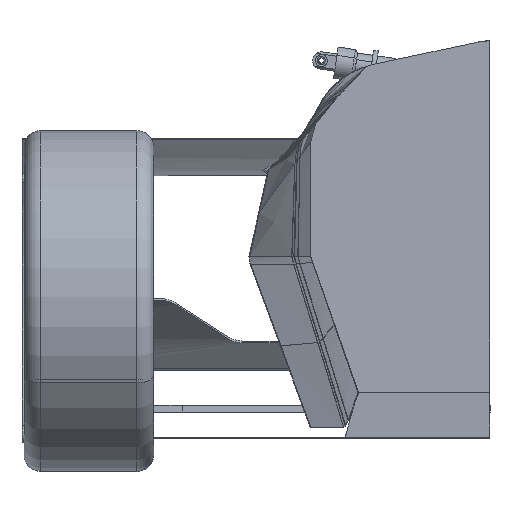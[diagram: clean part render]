
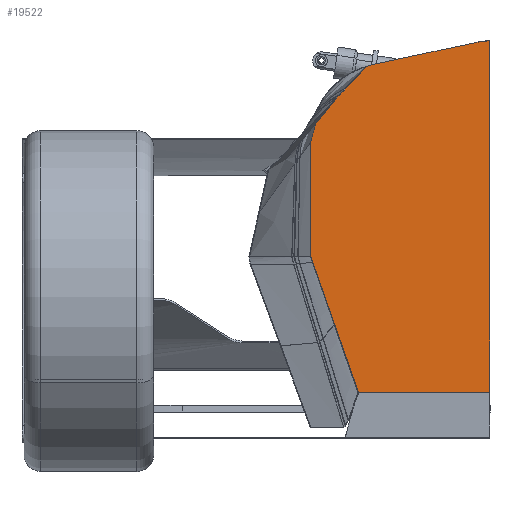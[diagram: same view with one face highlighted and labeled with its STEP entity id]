
A CAD part, left-side view. The second image highlights one B-rep face of the part: STEP entity #19522.
In plain terms, the highlighted planar face has unit normal (-1, 0, 0).
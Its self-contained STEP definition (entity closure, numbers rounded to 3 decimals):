
#18610=CARTESIAN_POINT('Vertex',(0.,0.,-517.3)) ;
#18613=CARTESIAN_POINT('Line Origine',(0.,96.747,-517.3)) ;
#18617=CARTESIAN_POINT('Vertex',(0.,193.495,-517.3)) ;
#18717=CARTESIAN_POINT('Line Origine',(0.,195.501,-511.589)) ;
#18721=CARTESIAN_POINT('Vertex',(0.,197.508,-505.879)) ;
#19208=CARTESIAN_POINT('Vertex',(0.,266.849,-308.523)) ;
#19213=CARTESIAN_POINT('Axis2P3D Location',(0.,230.292,-295.678)) ;
#19217=CARTESIAN_POINT('Vertex',(0.,269.04,-295.678)) ;
#19289=CARTESIAN_POINT('Line Origine',(0.,232.179,-407.201)) ;
#19462=CARTESIAN_POINT('Axis2P3D Location',(0.,0.,0.)) ;
#19468=CARTESIAN_POINT('Control Point',(0.,3.163,20.464)) ;
#19469=CARTESIAN_POINT('Control Point',(0.,2.527,20.546)) ;
#19470=CARTESIAN_POINT('Control Point',(0.,1.892,20.617)) ;
#19471=CARTESIAN_POINT('Control Point',(0.,1.259,20.676)) ;
#19472=CARTESIAN_POINT('Control Point',(0.,0.628,20.724)) ;
#19473=CARTESIAN_POINT('Control Point',(0.,0.,20.762)) ;
#19474=CARTESIAN_POINT('Vertex',(0.,3.163,20.464)) ;
#19476=CARTESIAN_POINT('Vertex',(0.,0.,20.762)) ;
#19479=CARTESIAN_POINT('Axis2P3D Location',(0.,-31.688,-249.282)) ;
#19483=CARTESIAN_POINT('Vertex',(0.,25.162,16.699)) ;
#19486=CARTESIAN_POINT('Line Origine',(0.,100.291,0.641)) ;
#19490=CARTESIAN_POINT('Vertex',(0.,175.42,-15.417)) ;
#19493=CARTESIAN_POINT('Axis2P3D Location',(0.,150.648,-131.319)) ;
#19497=CARTESIAN_POINT('Vertex',(0.,269.04,-125.823)) ;
#19500=CARTESIAN_POINT('Line Origine',(0.,269.04,-210.751)) ;
#19505=CARTESIAN_POINT('Line Origine',(0.,0.,-248.269)) ;
#18614=DIRECTION('Vector Direction',(0.,-1.,0.)) ;
#18718=DIRECTION('Vector Direction',(0.,-0.331,-0.943)) ;
#19214=DIRECTION('Axis2P3D Direction',(1.,0.,0.)) ;
#19290=DIRECTION('Vector Direction',(0.,-0.331,-0.943)) ;
#19463=DIRECTION('Axis2P3D Direction',(1.,0.,0.)) ;
#19464=DIRECTION('Axis2P3D XDirection',(0.,1.,0.)) ;
#19480=DIRECTION('Axis2P3D Direction',(1.,0.,0.)) ;
#19487=DIRECTION('Vector Direction',(0.,0.978,-0.209)) ;
#19494=DIRECTION('Axis2P3D Direction',(1.,0.,0.)) ;
#19501=DIRECTION('Vector Direction',(0.,0.,-1.)) ;
#19506=DIRECTION('Vector Direction',(0.,0.,1.)) ;
#19215=AXIS2_PLACEMENT_3D('Circle Axis2P3D',#19213,#19214,$) ;
#19465=AXIS2_PLACEMENT_3D('Plane Axis2P3D',#19462,#19463,#19464) ;
#19481=AXIS2_PLACEMENT_3D('Circle Axis2P3D',#19479,#19480,$) ;
#19495=AXIS2_PLACEMENT_3D('Circle Axis2P3D',#19493,#19494,$) ;
#19511=ORIENTED_EDGE('',*,*,#19478,.F.) ;
#19512=ORIENTED_EDGE('',*,*,#19485,.F.) ;
#19513=ORIENTED_EDGE('',*,*,#19492,.F.) ;
#19514=ORIENTED_EDGE('',*,*,#19499,.F.) ;
#19515=ORIENTED_EDGE('',*,*,#19504,.F.) ;
#19516=ORIENTED_EDGE('',*,*,#19219,.F.) ;
#19517=ORIENTED_EDGE('',*,*,#19293,.F.) ;
#19518=ORIENTED_EDGE('',*,*,#18723,.F.) ;
#19519=ORIENTED_EDGE('',*,*,#18619,.F.) ;
#19520=ORIENTED_EDGE('',*,*,#19509,.F.) ;
#18615=VECTOR('Line Direction',#18614,1.) ;
#18719=VECTOR('Line Direction',#18718,1.) ;
#19291=VECTOR('Line Direction',#19290,1.) ;
#19488=VECTOR('Line Direction',#19487,1.) ;
#19502=VECTOR('Line Direction',#19501,1.) ;
#19507=VECTOR('Line Direction',#19506,1.) ;
#19522=ADVANCED_FACE('',(#19521),#19466,.F.) ;
#19467=B_SPLINE_CURVE_WITH_KNOTS('',5,(#19468,#19469,#19470,#19471,#19472,#19473),.UNSPECIFIED.,.F.,.U.,(6,6),(0.,11.106),.UNSPECIFIED.) ;
#19216=CIRCLE('generated circle',#19215,38.748) ;
#19482=CIRCLE('generated circle',#19481,271.988) ;
#19496=CIRCLE('generated circle',#19495,118.52) ;
#18619=EDGE_CURVE('',#18611,#18618,#18616,.F.) ;
#18723=EDGE_CURVE('',#18618,#18722,#18720,.F.) ;
#19219=EDGE_CURVE('',#19209,#19218,#19216,.T.) ;
#19293=EDGE_CURVE('',#18722,#19209,#19292,.F.) ;
#19478=EDGE_CURVE('',#19475,#19477,#19467,.T.) ;
#19485=EDGE_CURVE('',#19484,#19475,#19482,.T.) ;
#19492=EDGE_CURVE('',#19491,#19484,#19489,.F.) ;
#19499=EDGE_CURVE('',#19498,#19491,#19496,.T.) ;
#19504=EDGE_CURVE('',#19218,#19498,#19503,.F.) ;
#19509=EDGE_CURVE('',#19477,#18611,#19508,.F.) ;
#19510=EDGE_LOOP('',(#19511,#19512,#19513,#19514,#19515,#19516,#19517,#19518,#19519,#19520)) ;
#19521=FACE_OUTER_BOUND('',#19510,.T.) ;
#18616=LINE('Line',#18613,#18615) ;
#18720=LINE('Line',#18717,#18719) ;
#19292=LINE('Line',#19289,#19291) ;
#19489=LINE('Line',#19486,#19488) ;
#19503=LINE('Line',#19500,#19502) ;
#19508=LINE('Line',#19505,#19507) ;
#19466=PLANE('Plane',#19465) ;
#18611=VERTEX_POINT('',#18610) ;
#18618=VERTEX_POINT('',#18617) ;
#18722=VERTEX_POINT('',#18721) ;
#19209=VERTEX_POINT('',#19208) ;
#19218=VERTEX_POINT('',#19217) ;
#19475=VERTEX_POINT('',#19474) ;
#19477=VERTEX_POINT('',#19476) ;
#19484=VERTEX_POINT('',#19483) ;
#19491=VERTEX_POINT('',#19490) ;
#19498=VERTEX_POINT('',#19497) ;
